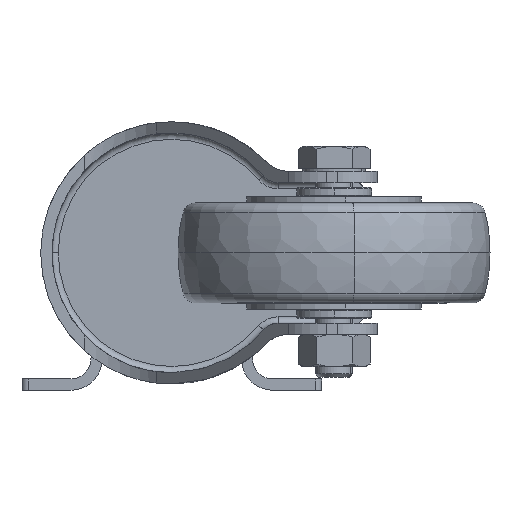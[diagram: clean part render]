
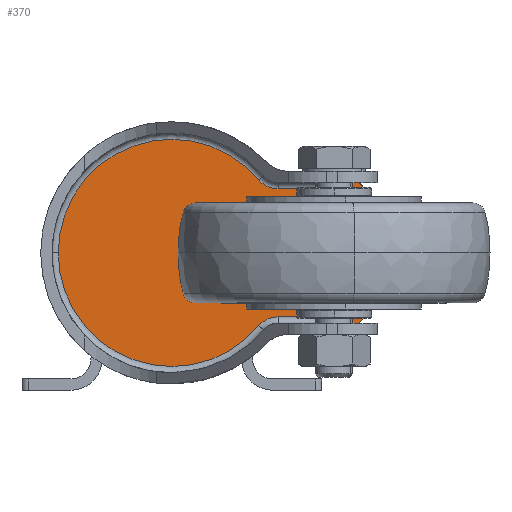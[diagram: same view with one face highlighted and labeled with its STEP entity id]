
A CAD part, front view. The second image highlights one B-rep face of the part: STEP entity #370.
In plain terms, the highlighted planar face has unit normal (0, -1, 0).
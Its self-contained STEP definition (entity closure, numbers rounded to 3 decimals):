
#370 = ADVANCED_FACE ( 'NONE', ( #20019 ), #8848, .F. ) ;
#777 = VERTEX_POINT ( 'NONE', #9339 ) ;
#1133 = CARTESIAN_POINT ( 'NONE',  ( 0., -66.05, 14. ) ) ;
#1302 = CIRCLE ( 'NONE', #14177, 4. ) ;
#1421 = DIRECTION ( 'NONE',  ( 0., 1., 0. ) ) ;
#1691 = ORIENTED_EDGE ( 'NONE', *, *, #5515, .T. ) ;
#1983 = AXIS2_PLACEMENT_3D ( 'NONE', #9568, #17534, #5693 ) ;
#2720 = CARTESIAN_POINT ( 'NONE',  ( 28.534, -66.05, 0.96 ) ) ;
#3013 = LINE ( 'NONE', #2720, #10275 ) ;
#3022 = LINE ( 'NONE', #4525, #22981 ) ;
#3461 = EDGE_CURVE ( 'NONE', #6816, #20828, #20215, .T. ) ;
#3891 = CARTESIAN_POINT ( 'NONE',  ( 17.023, -66.05, 3.75 ) ) ;
#3981 = EDGE_CURVE ( 'NONE', #10523, #21107, #8057, .T. ) ;
#4389 = ORIENTED_EDGE ( 'NONE', *, *, #20030, .T. ) ;
#4525 = CARTESIAN_POINT ( 'NONE',  ( 28.534, -66.05, -7. ) ) ;
#4718 = ORIENTED_EDGE ( 'NONE', *, *, #17852, .F. ) ;
#5100 = AXIS2_PLACEMENT_3D ( 'NONE', #18471, #18721, #20472 ) ;
#5173 = EDGE_CURVE ( 'NONE', #8565, #20705, #14137, .T. ) ;
#5515 = EDGE_CURVE ( 'NONE', #15438, #17899, #20452, .T. ) ;
#5693 = DIRECTION ( 'NONE',  ( -1., 0., 0. ) ) ;
#6538 = VECTOR ( 'NONE', #14993, 1000. ) ;
#6743 = CARTESIAN_POINT ( 'NONE',  ( 39., -66.05, -7. ) ) ;
#6816 = VERTEX_POINT ( 'NONE', #3891 ) ;
#6826 = ORIENTED_EDGE ( 'NONE', *, *, #3461, .T. ) ;
#6989 = AXIS2_PLACEMENT_3D ( 'NONE', #18291, #16432, #8629 ) ;
#8057 = CIRCLE ( 'NONE', #6989, 18.31 ) ;
#8311 = AXIS2_PLACEMENT_3D ( 'NONE', #6743, #14533, #20261 ) ;
#8507 = VERTEX_POINT ( 'NONE', #10266 ) ;
#8565 = VERTEX_POINT ( 'NONE', #18214 ) ;
#8629 = DIRECTION ( 'NONE',  ( -1., 0., 0. ) ) ;
#8848 = PLANE ( 'NONE',  #8311 ) ;
#9091 = CARTESIAN_POINT ( 'NONE',  ( 28.534, -66.05, 3.75 ) ) ;
#9339 = CARTESIAN_POINT ( 'NONE',  ( 28.534, -66.05, 27.04 ) ) ;
#9497 = CARTESIAN_POINT ( 'NONE',  ( 28.544, -66.05, 0.96 ) ) ;
#9568 = CARTESIAN_POINT ( 'NONE',  ( 0., -66.05, 14. ) ) ;
#10266 = CARTESIAN_POINT ( 'NONE',  ( 13.956, -66.05, 2.318 ) ) ;
#10275 = VECTOR ( 'NONE', #14566, 1000. ) ;
#10366 = DIRECTION ( 'NONE',  ( -1., 0., 0. ) ) ;
#10523 = VERTEX_POINT ( 'NONE', #22775 ) ;
#10950 = ORIENTED_EDGE ( 'NONE', *, *, #3981, .F. ) ;
#10995 = CARTESIAN_POINT ( 'NONE',  ( 17.023, -66.05, 28.25 ) ) ;
#11268 = ORIENTED_EDGE ( 'NONE', *, *, #19395, .T. ) ;
#11689 = LINE ( 'NONE', #20555, #6538 ) ;
#11797 = CARTESIAN_POINT ( 'NONE',  ( 28.534, -66.05, 24.25 ) ) ;
#11924 = EDGE_LOOP ( 'NONE', ( #19345, #13914, #10950, #11268, #4718, #1691, #4389, #16091, #24340, #14127, #6826 ) ) ;
#12361 = VERTEX_POINT ( 'NONE', #22060 ) ;
#12558 = CARTESIAN_POINT ( 'NONE',  ( -18.2, -66.05, 14. ) ) ;
#13231 = VECTOR ( 'NONE', #15743, 1000. ) ;
#13851 = VECTOR ( 'NONE', #22701, 1000. ) ;
#13914 = ORIENTED_EDGE ( 'NONE', *, *, #16340, .T. ) ;
#14127 = ORIENTED_EDGE ( 'NONE', *, *, #16853, .T. ) ;
#14137 = CIRCLE ( 'NONE', #1983, 18.2 ) ;
#14177 = AXIS2_PLACEMENT_3D ( 'NONE', #10995, #1421, #24521 ) ;
#14322 = EDGE_CURVE ( 'NONE', #12361, #20828, #3022, .T. ) ;
#14513 = DIRECTION ( 'NONE',  ( 0., 0., 1. ) ) ;
#14533 = DIRECTION ( 'NONE',  ( 0., 1., 0. ) ) ;
#14566 = DIRECTION ( 'NONE',  ( 1., 0., 0. ) ) ;
#14993 = DIRECTION ( 'NONE',  ( -1., 0., 0. ) ) ;
#15438 = VERTEX_POINT ( 'NONE', #11797 ) ;
#15568 = DIRECTION ( 'NONE',  ( 0., 0., 1. ) ) ;
#15701 = EDGE_CURVE ( 'NONE', #20705, #8507, #20849, .T. ) ;
#15743 = DIRECTION ( 'NONE',  ( -1., 0., 0. ) ) ;
#16091 = ORIENTED_EDGE ( 'NONE', *, *, #5173, .T. ) ;
#16340 = EDGE_CURVE ( 'NONE', #12361, #21107, #3013, .T. ) ;
#16432 = DIRECTION ( 'NONE',  ( 0., 1., 0. ) ) ;
#16483 = LINE ( 'NONE', #17431, #23432 ) ;
#16853 = EDGE_CURVE ( 'NONE', #8507, #6816, #23839, .T. ) ;
#17431 = CARTESIAN_POINT ( 'NONE',  ( 28.534, -66.05, -7. ) ) ;
#17534 = DIRECTION ( 'NONE',  ( 0., -1., 0. ) ) ;
#17852 = EDGE_CURVE ( 'NONE', #15438, #777, #16483, .T. ) ;
#17899 = VERTEX_POINT ( 'NONE', #19949 ) ;
#18047 = AXIS2_PLACEMENT_3D ( 'NONE', #1133, #18814, #10366 ) ;
#18214 = CARTESIAN_POINT ( 'NONE',  ( 13.956, -66.05, 25.682 ) ) ;
#18291 = CARTESIAN_POINT ( 'NONE',  ( 15.69, -66.05, 14. ) ) ;
#18471 = CARTESIAN_POINT ( 'NONE',  ( 17.023, -66.05, -0.25 ) ) ;
#18721 = DIRECTION ( 'NONE',  ( 0., 1., 0. ) ) ;
#18814 = DIRECTION ( 'NONE',  ( 0., -1., 0. ) ) ;
#19345 = ORIENTED_EDGE ( 'NONE', *, *, #14322, .F. ) ;
#19395 = EDGE_CURVE ( 'NONE', #10523, #777, #11689, .T. ) ;
#19949 = CARTESIAN_POINT ( 'NONE',  ( 17.023, -66.05, 24.25 ) ) ;
#20019 = FACE_OUTER_BOUND ( 'NONE', #11924, .T. ) ;
#20030 = EDGE_CURVE ( 'NONE', #17899, #8565, #1302, .T. ) ;
#20215 = LINE ( 'NONE', #24650, #13851 ) ;
#20261 = DIRECTION ( 'NONE',  ( -1., 0., 0. ) ) ;
#20452 = LINE ( 'NONE', #23615, #13231 ) ;
#20472 = DIRECTION ( 'NONE',  ( -1., 0., 0. ) ) ;
#20555 = CARTESIAN_POINT ( 'NONE',  ( 28.544, -66.05, 27.04 ) ) ;
#20705 = VERTEX_POINT ( 'NONE', #12558 ) ;
#20828 = VERTEX_POINT ( 'NONE', #9091 ) ;
#20849 = CIRCLE ( 'NONE', #18047, 18.2 ) ;
#21107 = VERTEX_POINT ( 'NONE', #9497 ) ;
#22060 = CARTESIAN_POINT ( 'NONE',  ( 28.534, -66.05, 0.96 ) ) ;
#22701 = DIRECTION ( 'NONE',  ( 1., 0., 0. ) ) ;
#22775 = CARTESIAN_POINT ( 'NONE',  ( 28.544, -66.05, 27.04 ) ) ;
#22981 = VECTOR ( 'NONE', #14513, 1000. ) ;
#23432 = VECTOR ( 'NONE', #15568, 1000. ) ;
#23615 = CARTESIAN_POINT ( 'NONE',  ( 17.023, -66.05, 24.25 ) ) ;
#23839 = CIRCLE ( 'NONE', #5100, 4. ) ;
#24340 = ORIENTED_EDGE ( 'NONE', *, *, #15701, .T. ) ;
#24521 = DIRECTION ( 'NONE',  ( -1., 0., 0. ) ) ;
#24650 = CARTESIAN_POINT ( 'NONE',  ( 28.534, -66.05, 3.75 ) ) ;
